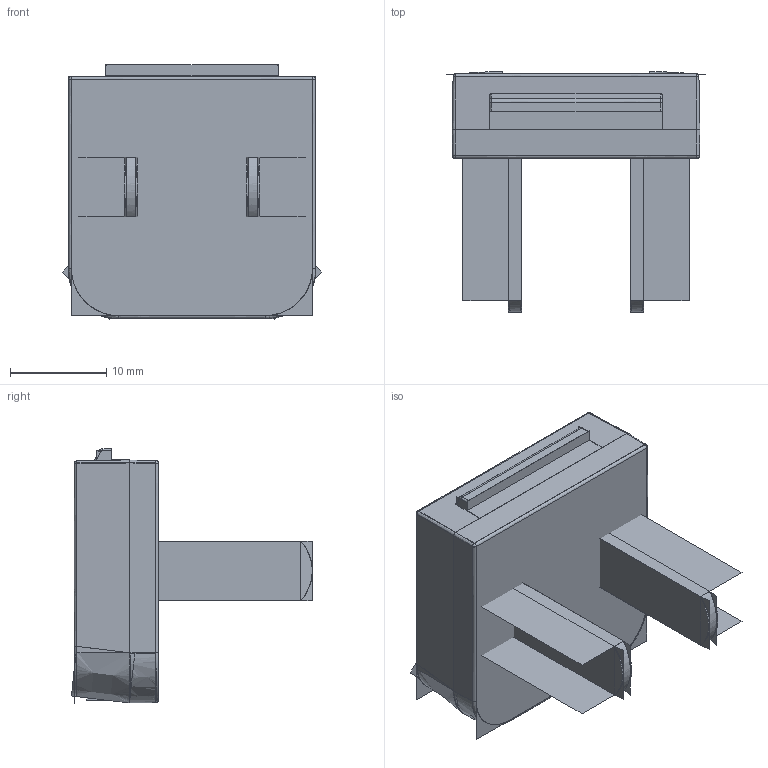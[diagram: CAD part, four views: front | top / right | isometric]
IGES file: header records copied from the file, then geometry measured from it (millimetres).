
Start section:  PTC IGES file: Q-CN.igs
Global section: file name: Q-CN.igs; native system: Pro/ENGINEER by Parametric Technology Corporation; preprocessor: 2010280; author: Administrator; organization: Unknown; date: 20180425.151048; units: millimetre
Bounding box: 27.04 x 25.04 x 26.55 mm (x, y, z)
Surface area: 36941.7 mm2 (no closed solid volume)
Topology: 0 solids, 0 shells, 251 faces, 1722 edges, 1713 vertices
Faces by surface type: bspline 251
